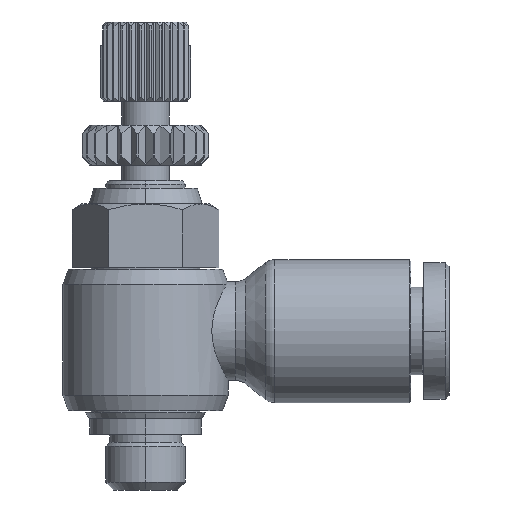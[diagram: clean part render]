
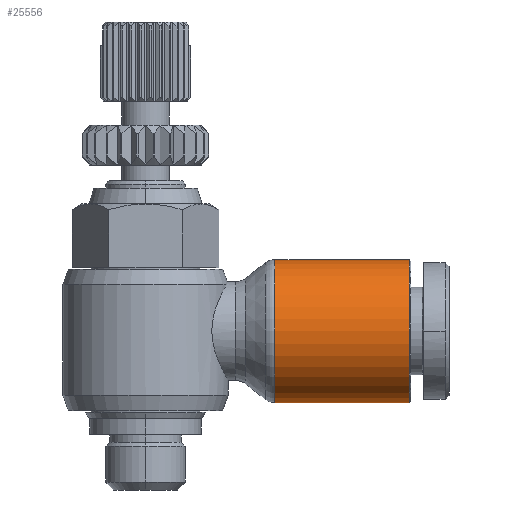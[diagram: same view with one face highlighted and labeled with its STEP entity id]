
A CAD part, front view. The second image highlights one B-rep face of the part: STEP entity #25556.
In plain terms, the highlighted cylindrical face has radius 4.5 mm (diameter 9 mm), a partial arc.
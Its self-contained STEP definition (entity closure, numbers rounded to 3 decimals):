
#295=CARTESIAN_POINT('',(-20.1,0.,4.5));
#296=VERTEX_POINT('',#295);
#297=CARTESIAN_POINT('',(-11.643,0.,4.5));
#298=VERTEX_POINT('',#297);
#299=CARTESIAN_POINT('',(-20.1,0.,4.5));
#300=DIRECTION('',(1.0,0.0,0.0));
#301=VECTOR('',#300,8.457);
#302=LINE('',#299,#301);
#303=EDGE_CURVE('',#296,#298,#302,.T.);
#305=CARTESIAN_POINT('',(-20.1,0.,-4.5));
#306=VERTEX_POINT('',#305);
#314=CARTESIAN_POINT('',(-11.643,0.,-4.5));
#315=VERTEX_POINT('',#314);
#316=CARTESIAN_POINT('',(-11.643,0.,-4.5));
#317=DIRECTION('',(-1.0,0.0,0.0));
#318=VECTOR('',#317,8.457);
#319=LINE('',#316,#318);
#320=EDGE_CURVE('',#315,#306,#319,.T.);
#346=CARTESIAN_POINT('',(-11.643,0.,0.));
#347=DIRECTION('',(1.0,0.0,0.0));
#348=DIRECTION('',(0.0,0.0,-1.0));
#349=AXIS2_PLACEMENT_3D('',#346,#347,#348);
#350=CIRCLE('',#349,4.5);
#351=EDGE_CURVE('',#315,#298,#350,.T.);
#2079=CARTESIAN_POINT('',(-20.1,0.,0.));
#2080=DIRECTION('',(-1.0,0.0,0.0));
#2081=DIRECTION('',(0.0,0.0,-1.0));
#2082=AXIS2_PLACEMENT_3D('',#2079,#2080,#2081);
#2083=CIRCLE('',#2082,4.5);
#2084=EDGE_CURVE('',#296,#306,#2083,.T.);
#25545=CARTESIAN_POINT('',(-15.15,0.,0.));
#25546=DIRECTION('',(1.0,0.,0.));
#25547=DIRECTION('',(0.0,0.0,1.0));
#25548=AXIS2_PLACEMENT_3D('',#25545,#25546,#25547);
#25549=CYLINDRICAL_SURFACE('',#25548,4.5);
#25550=ORIENTED_EDGE('',*,*,#303,.T.);
#25551=ORIENTED_EDGE('',*,*,#351,.F.);
#25552=ORIENTED_EDGE('',*,*,#320,.T.);
#25553=ORIENTED_EDGE('',*,*,#2084,.F.);
#25554=EDGE_LOOP('',(#25550,#25551,#25552,#25553));
#25555=FACE_OUTER_BOUND('',#25554,.T.);
#25556=ADVANCED_FACE('',(#25555),#25549,.T.);
